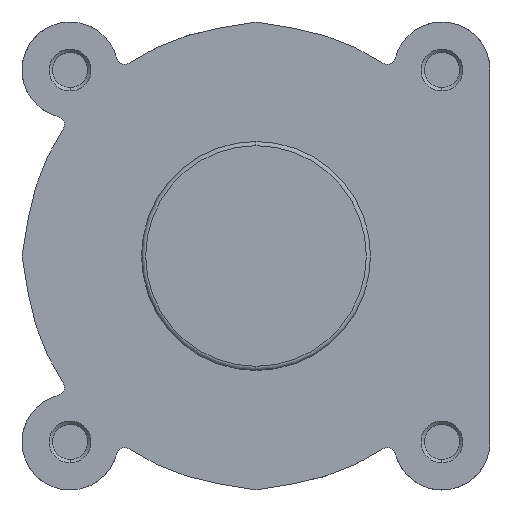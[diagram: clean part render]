
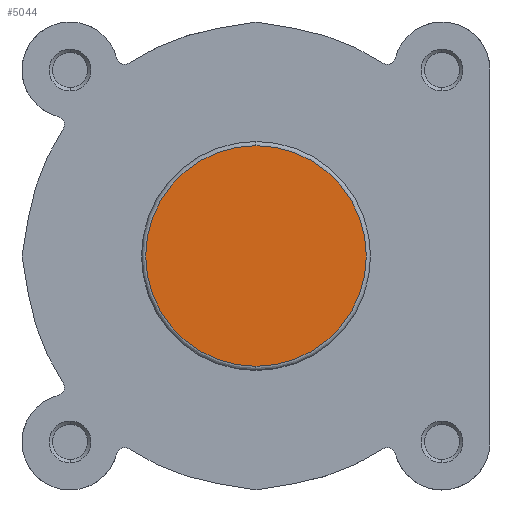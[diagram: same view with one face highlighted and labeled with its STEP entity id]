
A CAD part, left-side view. The second image highlights one B-rep face of the part: STEP entity #5044.
In plain terms, the highlighted planar face has unit normal (-1, 0, 0).
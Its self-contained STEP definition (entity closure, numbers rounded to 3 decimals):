
#156 = EDGE_CURVE ( 'NONE', #4139, #4117, #1297, .T. ) ;
#244 = EDGE_CURVE ( 'NONE', #4117, #4139, #1414, .T. ) ;
#689 = AXIS2_PLACEMENT_3D ( 'NONE', #4766, #4389, #4703 ) ;
#744 = AXIS2_PLACEMENT_3D ( 'NONE', #4928, #4607, #4613 ) ;
#1083 = AXIS2_PLACEMENT_3D ( 'NONE', #2886, #2895, #2896 ) ;
#1297 = CIRCLE ( 'NONE', #689, 26.4 ) ;
#1414 = CIRCLE ( 'NONE', #744, 26.4 ) ;
#2865 = PLANE ( 'NONE',  #1083 ) ;
#2886 = CARTESIAN_POINT ( 'NONE',  ( 0., 27.4, 0. ) ) ;
#2895 = DIRECTION ( 'NONE',  ( 1., 0., 0. ) ) ;
#2896 = DIRECTION ( 'NONE',  ( 0., 0., -1. ) ) ;
#3522 = FACE_OUTER_BOUND ( 'NONE', #3906, .T. ) ;
#3906 = EDGE_LOOP ( 'NONE', ( #6569, #6568 ) ) ;
#4117 = VERTEX_POINT ( 'NONE', #6172 ) ;
#4139 = VERTEX_POINT ( 'NONE', #6181 ) ;
#4389 = DIRECTION ( 'NONE',  ( -1., 0., 0. ) ) ;
#4607 = DIRECTION ( 'NONE',  ( -1., 0., 0. ) ) ;
#4613 = DIRECTION ( 'NONE',  ( 0., 0., -1. ) ) ;
#4703 = DIRECTION ( 'NONE',  ( 0., 0., -1. ) ) ;
#4766 = CARTESIAN_POINT ( 'NONE',  ( 0., 0., 0. ) ) ;
#4928 = CARTESIAN_POINT ( 'NONE',  ( 0., 0., 0. ) ) ;
#5044 = ADVANCED_FACE ( 'NONE', ( #3522 ), #2865, .F. ) ;
#6172 = CARTESIAN_POINT ( 'NONE',  ( 0., 0., -26.4 ) ) ;
#6181 = CARTESIAN_POINT ( 'NONE',  ( 0., 0., 26.4 ) ) ;
#6568 = ORIENTED_EDGE ( 'NONE', *, *, #156, .T. ) ;
#6569 = ORIENTED_EDGE ( 'NONE', *, *, #244, .T. ) ;
